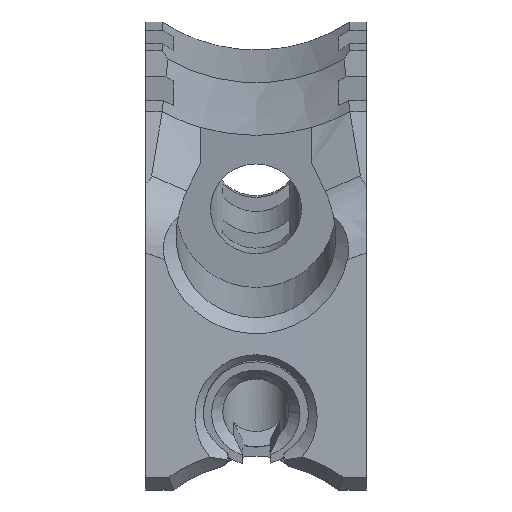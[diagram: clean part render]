
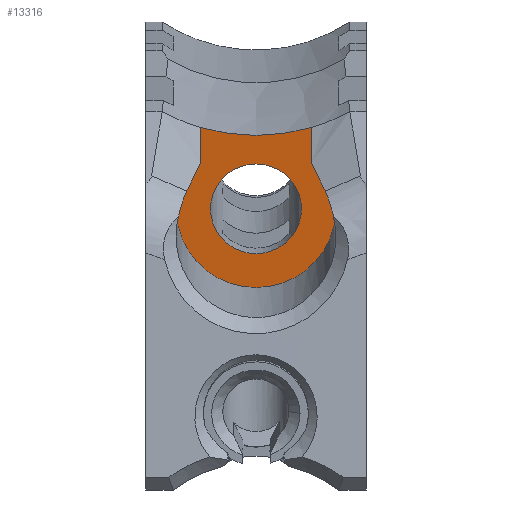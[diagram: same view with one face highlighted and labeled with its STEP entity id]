
A CAD part, top view. The second image highlights one B-rep face of the part: STEP entity #13316.
In plain terms, the highlighted planar face has unit normal (0, -0.174, 0.985).
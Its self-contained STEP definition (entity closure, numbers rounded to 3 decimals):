
#6357 = CYLINDRICAL_SURFACE('',#6358,2.9);
#6358 = AXIS2_PLACEMENT_3D('',#6359,#6360,#6361);
#6359 = CARTESIAN_POINT('',(0.525,7.782,12.549));
#6360 = DIRECTION('',(0.,-0.174,0.985
    ));
#6361 = DIRECTION('',(0.,-0.985,
    -0.174));
#8611 = CONICAL_SURFACE('',#8612,7.08,0.122);
#8612 = AXIS2_PLACEMENT_3D('',#8613,#8614,#8615);
#8613 = CARTESIAN_POINT('',(0.525,17.413,14.247));
#8614 = DIRECTION('',(0.,-0.174,0.985
    ));
#8615 = DIRECTION('',(-1.,0.,0.));
#8881 = CYLINDRICAL_SURFACE('',#8882,1.65);
#8882 = AXIS2_PLACEMENT_3D('',#8883,#8884,#8885);
#8883 = CARTESIAN_POINT('',(0.525,13.165,-17.98));
#8884 = DIRECTION('',(0.,-0.174,0.985
    ));
#8885 = DIRECTION('',(-1.,0.,0.));
#10836 = VERTEX_POINT('',#10837);
#10837 = CARTESIAN_POINT('',(-1.475,9.85,12.914));
#10851 = PLANE('',#10852);
#10852 = AXIS2_PLACEMENT_3D('',#10853,#10854,#10855);
#10853 = CARTESIAN_POINT('',(-1.475,11.13,13.14));
#10854 = DIRECTION('',(-1.,0.,0.));
#10855 = DIRECTION('',(0.,-0.985,
    -0.174));
#10863 = EDGE_CURVE('',#10836,#10864,#10866,.T.);
#10864 = VERTEX_POINT('',#10865);
#10865 = CARTESIAN_POINT('',(2.525,9.85,12.914));
#10866 = SURFACE_CURVE('',#10867,(#10872,#10879),.PCURVE_S1.);
#10867 = CIRCLE('',#10868,2.9);
#10868 = AXIS2_PLACEMENT_3D('',#10869,#10870,#10871);
#10869 = CARTESIAN_POINT('',(0.525,7.782,12.549));
#10870 = DIRECTION('',(0.,-0.174,
    0.985));
#10871 = DIRECTION('',(-1.,0.,0.));
#10872 = PCURVE('',#6357,#10873);
#10873 = DEFINITIONAL_REPRESENTATION('',(#10874),#10878);
#10874 = LINE('',#10875,#10876);
#10875 = CARTESIAN_POINT('',(-1.571,0.));
#10876 = VECTOR('',#10877,1.);
#10877 = DIRECTION('',(1.,0.));
#10878 = ( GEOMETRIC_REPRESENTATION_CONTEXT(2) 
PARAMETRIC_REPRESENTATION_CONTEXT() REPRESENTATION_CONTEXT('2D SPACE',''
  ) );
#10879 = PCURVE('',#10880,#10885);
#10880 = PLANE('',#10881);
#10881 = AXIS2_PLACEMENT_3D('',#10882,#10883,#10884);
#10882 = CARTESIAN_POINT('',(0.525,8.028,12.593));
#10883 = DIRECTION('',(0.,-0.174,
    0.985));
#10884 = DIRECTION('',(-1.,0.,0.));
#10885 = DEFINITIONAL_REPRESENTATION('',(#10886),#10890);
#10886 = CIRCLE('',#10887,2.9);
#10887 = AXIS2_PLACEMENT_2D('',#10888,#10889);
#10888 = CARTESIAN_POINT('',(0.,0.25));
#10889 = DIRECTION('',(1.,0.));
#10890 = ( GEOMETRIC_REPRESENTATION_CONTEXT(2) 
PARAMETRIC_REPRESENTATION_CONTEXT() REPRESENTATION_CONTEXT('2D SPACE',''
  ) );
#10908 = PLANE('',#10909);
#10909 = AXIS2_PLACEMENT_3D('',#10910,#10911,#10912);
#10910 = CARTESIAN_POINT('',(2.525,9.85,12.914));
#10911 = DIRECTION('',(1.,0.,0.));
#10912 = DIRECTION('',(0.,0.985,0.174)
  );
#10996 = VERTEX_POINT('',#10997);
#10997 = CARTESIAN_POINT('',(2.525,10.725,13.068));
#11140 = VERTEX_POINT('',#11141);
#11141 = CARTESIAN_POINT('',(-1.475,10.725,13.068));
#12319 = EDGE_CURVE('',#10996,#11140,#12320,.T.);
#12320 = SURFACE_CURVE('',#12321,(#12326,#12333),.PCURVE_S1.);
#12321 = CIRCLE('',#12322,7.08);
#12322 = AXIS2_PLACEMENT_3D('',#12323,#12324,#12325);
#12323 = CARTESIAN_POINT('',(0.525,17.413,14.247));
#12324 = DIRECTION('',(0.,0.174,-0.985
    ));
#12325 = DIRECTION('',(-1.,0.,0.));
#12326 = PCURVE('',#8611,#12327);
#12327 = DEFINITIONAL_REPRESENTATION('',(#12328),#12332);
#12328 = LINE('',#12329,#12330);
#12329 = CARTESIAN_POINT('',(6.283,0.));
#12330 = VECTOR('',#12331,1.);
#12331 = DIRECTION('',(-1.,0.));
#12332 = ( GEOMETRIC_REPRESENTATION_CONTEXT(2) 
PARAMETRIC_REPRESENTATION_CONTEXT() REPRESENTATION_CONTEXT('2D SPACE',''
  ) );
#12333 = PCURVE('',#10880,#12334);
#12334 = DEFINITIONAL_REPRESENTATION('',(#12335),#12343);
#12335 = ( BOUNDED_CURVE() B_SPLINE_CURVE(2,(#12336,#12337,#12338,#12339
    ,#12340,#12341,#12342),.UNSPECIFIED.,.T.,.F.) 
B_SPLINE_CURVE_WITH_KNOTS((1,2,2,2,2,1),(-2.094,0.,
    2.094,4.189,6.283,8.378),
.UNSPECIFIED.) CURVE() GEOMETRIC_REPRESENTATION_ITEM() 
RATIONAL_B_SPLINE_CURVE((1.,0.5,1.,0.5,1.,0.5,1.)) REPRESENTATION_ITEM(
  '') );
#12336 = CARTESIAN_POINT('',(7.08,-9.53));
#12337 = CARTESIAN_POINT('',(7.08,-21.793));
#12338 = CARTESIAN_POINT('',(-3.54,-15.661));
#12339 = CARTESIAN_POINT('',(-14.16,-9.53));
#12340 = CARTESIAN_POINT('',(-3.54,-3.399));
#12341 = CARTESIAN_POINT('',(7.08,2.733));
#12342 = CARTESIAN_POINT('',(7.08,-9.53));
#12343 = ( GEOMETRIC_REPRESENTATION_CONTEXT(2) 
PARAMETRIC_REPRESENTATION_CONTEXT() REPRESENTATION_CONTEXT('2D SPACE',''
  ) );
#12471 = VERTEX_POINT('',#12472);
#12472 = CARTESIAN_POINT('',(2.175,7.782,12.549));
#12493 = EDGE_CURVE('',#12471,#12471,#12494,.T.);
#12494 = SURFACE_CURVE('',#12495,(#12500,#12507),.PCURVE_S1.);
#12495 = CIRCLE('',#12496,1.65);
#12496 = AXIS2_PLACEMENT_3D('',#12497,#12498,#12499);
#12497 = CARTESIAN_POINT('',(0.525,7.782,12.549));
#12498 = DIRECTION('',(0.,-0.174,
    0.985));
#12499 = DIRECTION('',(-1.,0.,0.));
#12500 = PCURVE('',#8881,#12501);
#12501 = DEFINITIONAL_REPRESENTATION('',(#12502),#12506);
#12502 = LINE('',#12503,#12504);
#12503 = CARTESIAN_POINT('',(-6.283,31.));
#12504 = VECTOR('',#12505,1.);
#12505 = DIRECTION('',(1.,0.));
#12506 = ( GEOMETRIC_REPRESENTATION_CONTEXT(2) 
PARAMETRIC_REPRESENTATION_CONTEXT() REPRESENTATION_CONTEXT('2D SPACE',''
  ) );
#12507 = PCURVE('',#10880,#12508);
#12508 = DEFINITIONAL_REPRESENTATION('',(#12509),#12513);
#12509 = CIRCLE('',#12510,1.65);
#12510 = AXIS2_PLACEMENT_2D('',#12511,#12512);
#12511 = CARTESIAN_POINT('',(0.,0.25));
#12512 = DIRECTION('',(1.,0.));
#12513 = ( GEOMETRIC_REPRESENTATION_CONTEXT(2) 
PARAMETRIC_REPRESENTATION_CONTEXT() REPRESENTATION_CONTEXT('2D SPACE',''
  ) );
#13296 = EDGE_CURVE('',#11140,#10836,#13297,.T.);
#13297 = SURFACE_CURVE('',#13298,(#13302,#13309),.PCURVE_S1.);
#13298 = LINE('',#13299,#13300);
#13299 = CARTESIAN_POINT('',(-1.475,11.13,13.14));
#13300 = VECTOR('',#13301,1.);
#13301 = DIRECTION('',(0.,-0.985,
    -0.174));
#13302 = PCURVE('',#10851,#13303);
#13303 = DEFINITIONAL_REPRESENTATION('',(#13304),#13308);
#13304 = LINE('',#13305,#13306);
#13305 = CARTESIAN_POINT('',(0.,0.));
#13306 = VECTOR('',#13307,1.);
#13307 = DIRECTION('',(1.,0.));
#13308 = ( GEOMETRIC_REPRESENTATION_CONTEXT(2) 
PARAMETRIC_REPRESENTATION_CONTEXT() REPRESENTATION_CONTEXT('2D SPACE',''
  ) );
#13309 = PCURVE('',#10880,#13310);
#13310 = DEFINITIONAL_REPRESENTATION('',(#13311),#13315);
#13311 = LINE('',#13312,#13313);
#13312 = CARTESIAN_POINT('',(2.,-3.15));
#13313 = VECTOR('',#13314,1.);
#13314 = DIRECTION('',(0.,1.));
#13315 = ( GEOMETRIC_REPRESENTATION_CONTEXT(2) 
PARAMETRIC_REPRESENTATION_CONTEXT() REPRESENTATION_CONTEXT('2D SPACE',''
  ) );
#13316 = ADVANCED_FACE('',(#13317,#13343),#10880,.T.);
#13317 = FACE_BOUND('',#13318,.T.);
#13318 = EDGE_LOOP('',(#13319,#13320,#13321,#13322));
#13319 = ORIENTED_EDGE('',*,*,#12319,.T.);
#13320 = ORIENTED_EDGE('',*,*,#13296,.T.);
#13321 = ORIENTED_EDGE('',*,*,#10863,.T.);
#13322 = ORIENTED_EDGE('',*,*,#13323,.T.);
#13323 = EDGE_CURVE('',#10864,#10996,#13324,.T.);
#13324 = SURFACE_CURVE('',#13325,(#13329,#13336),.PCURVE_S1.);
#13325 = LINE('',#13326,#13327);
#13326 = CARTESIAN_POINT('',(2.525,9.85,12.914));
#13327 = VECTOR('',#13328,1.);
#13328 = DIRECTION('',(0.,0.985,0.174)
  );
#13329 = PCURVE('',#10880,#13330);
#13330 = DEFINITIONAL_REPRESENTATION('',(#13331),#13335);
#13331 = LINE('',#13332,#13333);
#13332 = CARTESIAN_POINT('',(-2.,-1.85));
#13333 = VECTOR('',#13334,1.);
#13334 = DIRECTION('',(0.,-1.));
#13335 = ( GEOMETRIC_REPRESENTATION_CONTEXT(2) 
PARAMETRIC_REPRESENTATION_CONTEXT() REPRESENTATION_CONTEXT('2D SPACE',''
  ) );
#13336 = PCURVE('',#10908,#13337);
#13337 = DEFINITIONAL_REPRESENTATION('',(#13338),#13342);
#13338 = LINE('',#13339,#13340);
#13339 = CARTESIAN_POINT('',(0.,0.));
#13340 = VECTOR('',#13341,1.);
#13341 = DIRECTION('',(1.,0.));
#13342 = ( GEOMETRIC_REPRESENTATION_CONTEXT(2) 
PARAMETRIC_REPRESENTATION_CONTEXT() REPRESENTATION_CONTEXT('2D SPACE',''
  ) );
#13343 = FACE_BOUND('',#13344,.T.);
#13344 = EDGE_LOOP('',(#13345));
#13345 = ORIENTED_EDGE('',*,*,#12493,.F.);
